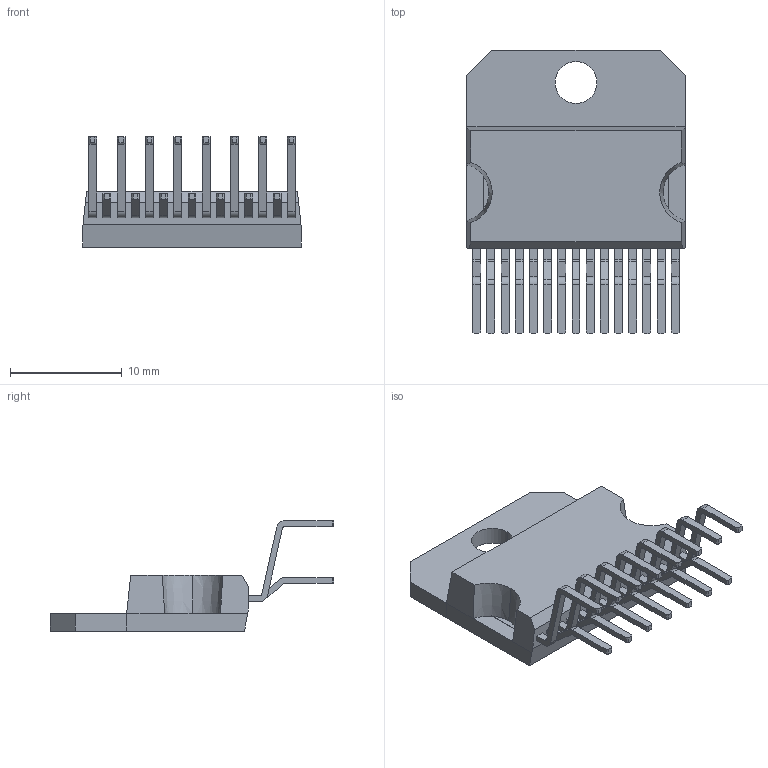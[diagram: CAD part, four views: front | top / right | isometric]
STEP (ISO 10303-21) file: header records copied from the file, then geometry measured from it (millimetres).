
FILE_DESCRIPTION (( 'STEP AP214' ), '1' );
FILE_NAME ('TDA7377A.STEP', '2024-02-05T17:07:36', ( 'LENOVO' ), ( '' ), 'SwSTEP 2.0', 'SolidWorks 2021', '' );
FILE_SCHEMA (( 'AUTOMOTIVE_DESIGN' ));
Length unit declared in the file: millimetre
Products named in the file (1): TDA7377A
Bounding box: 19.6 x 25.4 x 9.89 mm (x, y, z)
Volume: 1227 mm3; surface area: 1796 mm2
Topology: 17 solids, 17 shells, 277 faces, 729 edges, 482 vertices
Faces by surface type: plane 212, cylinder 62, cone 3
Entity records: 8671 total; most frequent: CARTESIAN_POINT 1501, ORIENTED_EDGE 1458, DIRECTION 1415, EDGE_CURVE 729, LINE 591, VECTOR 591, VERTEX_POINT 482, AXIS2_PLACEMENT_3D 412
